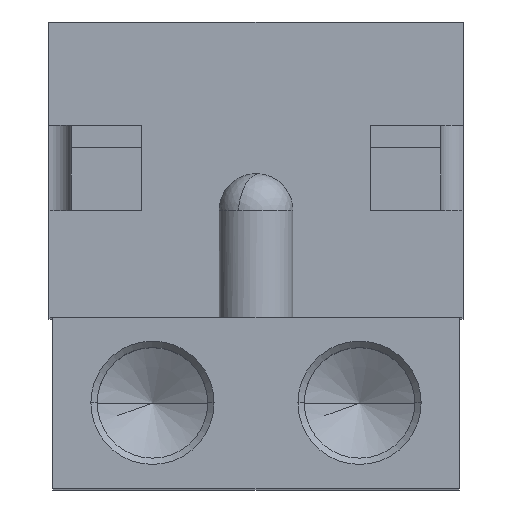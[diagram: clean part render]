
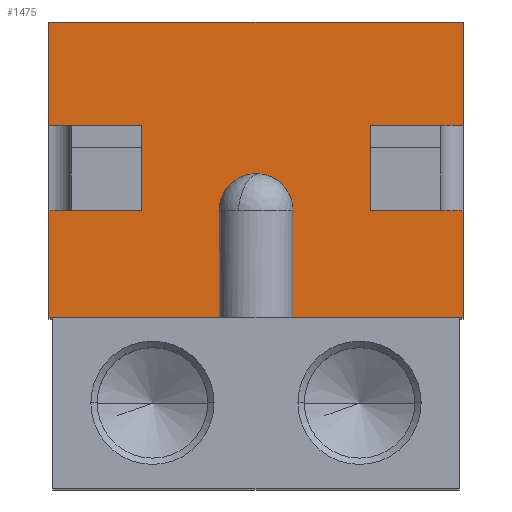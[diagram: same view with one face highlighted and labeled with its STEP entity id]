
A CAD part, top view. The second image highlights one B-rep face of the part: STEP entity #1475.
In plain terms, the highlighted planar face has unit normal (0, 0, 1).
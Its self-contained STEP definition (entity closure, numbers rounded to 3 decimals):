
#3 = DIRECTION ( 'NONE',  ( -1., 0., 0. ) ) ;
#108 = ORIENTED_EDGE ( 'NONE', *, *, #1844, .F. ) ;
#117 = EDGE_CURVE ( 'NONE', #4150, #2554, #3921, .T. ) ;
#203 = CIRCLE ( 'NONE', #3325, 5. ) ;
#215 = EDGE_CURVE ( 'NONE', #591, #1372, #3650, .T. ) ;
#218 = CARTESIAN_POINT ( 'NONE',  ( 5., 23.1, 47.5 ) ) ;
#227 = EDGE_CURVE ( 'NONE', #1746, #1372, #1132, .T. ) ;
#254 = CARTESIAN_POINT ( 'NONE',  ( -15.5, 37.6, 47.5 ) ) ;
#265 = EDGE_CURVE ( 'NONE', #3258, #4068, #1391, .T. ) ;
#321 = VERTEX_POINT ( 'NONE', #3124 ) ;
#332 = CARTESIAN_POINT ( 'NONE',  ( 28., 63.1, 47.5 ) ) ;
#334 = LINE ( 'NONE', #1900, #2737 ) ;
#347 = CARTESIAN_POINT ( 'NONE',  ( -5., 23.1, 47.5 ) ) ;
#379 = DIRECTION ( 'NONE',  ( 0., 1., 0. ) ) ;
#388 = LINE ( 'NONE', #332, #2088 ) ;
#469 = CARTESIAN_POINT ( 'NONE',  ( 15.5, 49.1, 47.5 ) ) ;
#509 = ORIENTED_EDGE ( 'NONE', *, *, #227, .T. ) ;
#535 = EDGE_CURVE ( 'NONE', #3476, #2695, #3854, .T. ) ;
#562 = VECTOR ( 'NONE', #1114, 1000. ) ;
#567 = LINE ( 'NONE', #2614, #1923 ) ;
#591 = VERTEX_POINT ( 'NONE', #1026 ) ;
#623 = LINE ( 'NONE', #347, #1319 ) ;
#670 = VERTEX_POINT ( 'NONE', #2336 ) ;
#705 = CARTESIAN_POINT ( 'NONE',  ( 15.5, 37.6, 47.5 ) ) ;
#774 = CARTESIAN_POINT ( 'NONE',  ( 28., 23.1, 47.5 ) ) ;
#791 = CARTESIAN_POINT ( 'NONE',  ( -15.5, 37.6, 47.5 ) ) ;
#930 = DIRECTION ( 'NONE',  ( -1., 0., 0. ) ) ;
#934 = CARTESIAN_POINT ( 'NONE',  ( 28., 63.1, 47.5 ) ) ;
#940 = EDGE_CURVE ( 'NONE', #321, #1746, #2539, .T. ) ;
#954 = VERTEX_POINT ( 'NONE', #705 ) ;
#962 = CARTESIAN_POINT ( 'NONE',  ( 28., 23.1, 47.5 ) ) ;
#1026 = CARTESIAN_POINT ( 'NONE',  ( -15.5, 49.1, 47.5 ) ) ;
#1030 = EDGE_CURVE ( 'NONE', #2695, #3967, #3356, .T. ) ;
#1086 = CIRCLE ( 'NONE', #2295, 5. ) ;
#1114 = DIRECTION ( 'NONE',  ( 0., -1., 0. ) ) ;
#1132 = LINE ( 'NONE', #2415, #562 ) ;
#1201 = CARTESIAN_POINT ( 'NONE',  ( 28., 63.1, 47.5 ) ) ;
#1230 = EDGE_CURVE ( 'NONE', #3774, #1267, #334, .T. ) ;
#1231 = VERTEX_POINT ( 'NONE', #1263 ) ;
#1263 = CARTESIAN_POINT ( 'NONE',  ( 28., 37.6, 47.5 ) ) ;
#1267 = VERTEX_POINT ( 'NONE', #4180 ) ;
#1319 = VECTOR ( 'NONE', #3269, 1000. ) ;
#1372 = VERTEX_POINT ( 'NONE', #3951 ) ;
#1373 = VECTOR ( 'NONE', #3561, 1000. ) ;
#1391 = LINE ( 'NONE', #3081, #2175 ) ;
#1394 = PLANE ( 'NONE',  #1443 ) ;
#1443 = AXIS2_PLACEMENT_3D ( 'NONE', #3306, #1692, #3654 ) ;
#1449 = CARTESIAN_POINT ( 'NONE',  ( -5., 23.1, 47.5 ) ) ;
#1452 = DIRECTION ( 'NONE',  ( -1., 0., 0. ) ) ;
#1475 = ADVANCED_FACE ( 'NONE', ( #2668 ), #1394, .F. ) ;
#1510 = EDGE_CURVE ( 'NONE', #1231, #954, #3087, .T. ) ;
#1521 = VECTOR ( 'NONE', #1452, 1000. ) ;
#1615 = CARTESIAN_POINT ( 'NONE',  ( 28., 37.6, 47.5 ) ) ;
#1645 = ORIENTED_EDGE ( 'NONE', *, *, #1510, .T. ) ;
#1690 = DIRECTION ( 'NONE',  ( 0., -1., 0. ) ) ;
#1692 = DIRECTION ( 'NONE',  ( 0., 0., -1. ) ) ;
#1708 = EDGE_CURVE ( 'NONE', #954, #4068, #567, .T. ) ;
#1726 = VECTOR ( 'NONE', #2978, 1000. ) ;
#1746 = VERTEX_POINT ( 'NONE', #2508 ) ;
#1761 = EDGE_CURVE ( 'NONE', #3110, #3774, #3600, .T. ) ;
#1792 = CARTESIAN_POINT ( 'NONE',  ( 0., 37.6, 47.5 ) ) ;
#1834 = ORIENTED_EDGE ( 'NONE', *, *, #265, .F. ) ;
#1839 = DIRECTION ( 'NONE',  ( -1., 0., 0. ) ) ;
#1842 = DIRECTION ( 'NONE',  ( 0., 1., 0. ) ) ;
#1844 = EDGE_CURVE ( 'NONE', #2554, #3967, #4042, .T. ) ;
#1900 = CARTESIAN_POINT ( 'NONE',  ( 28., 23.1, 47.5 ) ) ;
#1923 = VECTOR ( 'NONE', #379, 1000. ) ;
#1970 = ORIENTED_EDGE ( 'NONE', *, *, #1030, .T. ) ;
#1974 = EDGE_CURVE ( 'NONE', #1267, #3059, #2841, .T. ) ;
#1991 = ORIENTED_EDGE ( 'NONE', *, *, #535, .T. ) ;
#2046 = VECTOR ( 'NONE', #3726, 1000. ) ;
#2064 = CARTESIAN_POINT ( 'NONE',  ( 28., 37.6, 47.5 ) ) ;
#2083 = VECTOR ( 'NONE', #3436, 1000. ) ;
#2088 = VECTOR ( 'NONE', #1690, 1000. ) ;
#2094 = EDGE_CURVE ( 'NONE', #670, #4150, #623, .T. ) ;
#2112 = CARTESIAN_POINT ( 'NONE',  ( 0., 37.6, 47.5 ) ) ;
#2141 = DIRECTION ( 'NONE',  ( 0., 0., -1. ) ) ;
#2175 = VECTOR ( 'NONE', #2845, 1000. ) ;
#2179 = ORIENTED_EDGE ( 'NONE', *, *, #2094, .F. ) ;
#2194 = CARTESIAN_POINT ( 'NONE',  ( -27.5, 23.1, 47.5 ) ) ;
#2295 = AXIS2_PLACEMENT_3D ( 'NONE', #2112, #3120, #1839 ) ;
#2336 = CARTESIAN_POINT ( 'NONE',  ( -5., 37.6, 47.5 ) ) ;
#2415 = CARTESIAN_POINT ( 'NONE',  ( -28., 63.1, 47.5 ) ) ;
#2486 = CARTESIAN_POINT ( 'NONE',  ( 27.5, 23.1, 47.5 ) ) ;
#2508 = CARTESIAN_POINT ( 'NONE',  ( -28., 63.1, 47.5 ) ) ;
#2539 = LINE ( 'NONE', #934, #3209 ) ;
#2554 = VERTEX_POINT ( 'NONE', #2194 ) ;
#2561 = VECTOR ( 'NONE', #3819, 1000. ) ;
#2575 = ORIENTED_EDGE ( 'NONE', *, *, #1761, .F. ) ;
#2576 = CARTESIAN_POINT ( 'NONE',  ( -28., 23.1, 47.5 ) ) ;
#2614 = CARTESIAN_POINT ( 'NONE',  ( 15.5, 37.6, 47.5 ) ) ;
#2616 = ORIENTED_EDGE ( 'NONE', *, *, #1708, .T. ) ;
#2621 = CARTESIAN_POINT ( 'NONE',  ( 0.516, 42.573, 47.5 ) ) ;
#2647 = CARTESIAN_POINT ( 'NONE',  ( -28., 37.6, 47.5 ) ) ;
#2664 = CARTESIAN_POINT ( 'NONE',  ( 5., 37.6, 47.5 ) ) ;
#2668 = FACE_OUTER_BOUND ( 'NONE', #2907, .T. ) ;
#2695 = VERTEX_POINT ( 'NONE', #2647 ) ;
#2737 = VECTOR ( 'NONE', #930, 1000. ) ;
#2792 = LINE ( 'NONE', #1201, #2083 ) ;
#2841 = LINE ( 'NONE', #218, #3905 ) ;
#2845 = DIRECTION ( 'NONE',  ( -1., 0., 0. ) ) ;
#2850 = EDGE_CURVE ( 'NONE', #670, #4044, #203, .T. ) ;
#2907 = EDGE_LOOP ( 'NONE', ( #3560, #3404, #2575, #3118, #1645, #2616, #1834, #3390, #3480, #509, #4155, #4046, #1991, #1970, #108, #3779, #2179, #3868, #3499 ) ) ;
#2939 = CARTESIAN_POINT ( 'NONE',  ( 28., 23.1, 47.5 ) ) ;
#2978 = DIRECTION ( 'NONE',  ( -1., 0., 0. ) ) ;
#3024 = CARTESIAN_POINT ( 'NONE',  ( 28., 49.1, 47.5 ) ) ;
#3059 = VERTEX_POINT ( 'NONE', #2664 ) ;
#3071 = VECTOR ( 'NONE', #3679, 1000. ) ;
#3081 = CARTESIAN_POINT ( 'NONE',  ( 28., 49.1, 47.5 ) ) ;
#3087 = LINE ( 'NONE', #2064, #1521 ) ;
#3088 = DIRECTION ( 'NONE',  ( -1., 0., 0. ) ) ;
#3110 = VERTEX_POINT ( 'NONE', #2939 ) ;
#3118 = ORIENTED_EDGE ( 'NONE', *, *, #3879, .F. ) ;
#3120 = DIRECTION ( 'NONE',  ( 0., 0., -1. ) ) ;
#3124 = CARTESIAN_POINT ( 'NONE',  ( 28., 63.1, 47.5 ) ) ;
#3145 = VECTOR ( 'NONE', #3256, 1000. ) ;
#3155 = LINE ( 'NONE', #254, #2561 ) ;
#3209 = VECTOR ( 'NONE', #3978, 1000. ) ;
#3256 = DIRECTION ( 'NONE',  ( -1., 0., 0. ) ) ;
#3258 = VERTEX_POINT ( 'NONE', #4020 ) ;
#3269 = DIRECTION ( 'NONE',  ( 0., -1., 0. ) ) ;
#3306 = CARTESIAN_POINT ( 'NONE',  ( 28., 63.1, 47.5 ) ) ;
#3325 = AXIS2_PLACEMENT_3D ( 'NONE', #1792, #2141, #3088 ) ;
#3335 = CARTESIAN_POINT ( 'NONE',  ( -28., 63.1, 47.5 ) ) ;
#3356 = LINE ( 'NONE', #3335, #3071 ) ;
#3390 = ORIENTED_EDGE ( 'NONE', *, *, #3990, .F. ) ;
#3404 = ORIENTED_EDGE ( 'NONE', *, *, #1230, .F. ) ;
#3429 = EDGE_CURVE ( 'NONE', #4044, #3059, #1086, .T. ) ;
#3436 = DIRECTION ( 'NONE',  ( 0., -1., 0. ) ) ;
#3476 = VERTEX_POINT ( 'NONE', #791 ) ;
#3480 = ORIENTED_EDGE ( 'NONE', *, *, #940, .T. ) ;
#3499 = ORIENTED_EDGE ( 'NONE', *, *, #3429, .T. ) ;
#3560 = ORIENTED_EDGE ( 'NONE', *, *, #1974, .F. ) ;
#3561 = DIRECTION ( 'NONE',  ( -1., 0., 0. ) ) ;
#3600 = LINE ( 'NONE', #3898, #3145 ) ;
#3650 = LINE ( 'NONE', #3024, #2046 ) ;
#3654 = DIRECTION ( 'NONE',  ( -1., 0., 0. ) ) ;
#3679 = DIRECTION ( 'NONE',  ( 0., -1., 0. ) ) ;
#3726 = DIRECTION ( 'NONE',  ( -1., 0., 0. ) ) ;
#3774 = VERTEX_POINT ( 'NONE', #2486 ) ;
#3779 = ORIENTED_EDGE ( 'NONE', *, *, #117, .F. ) ;
#3819 = DIRECTION ( 'NONE',  ( 0., 1., 0. ) ) ;
#3854 = LINE ( 'NONE', #1615, #4162 ) ;
#3868 = ORIENTED_EDGE ( 'NONE', *, *, #2850, .T. ) ;
#3879 = EDGE_CURVE ( 'NONE', #1231, #3110, #2792, .T. ) ;
#3898 = CARTESIAN_POINT ( 'NONE',  ( 28., 23.1, 47.5 ) ) ;
#3900 = EDGE_CURVE ( 'NONE', #3476, #591, #3155, .T. ) ;
#3905 = VECTOR ( 'NONE', #1842, 1000. ) ;
#3921 = LINE ( 'NONE', #962, #1373 ) ;
#3951 = CARTESIAN_POINT ( 'NONE',  ( -28., 49.1, 47.5 ) ) ;
#3967 = VERTEX_POINT ( 'NONE', #2576 ) ;
#3978 = DIRECTION ( 'NONE',  ( -1., 0., 0. ) ) ;
#3990 = EDGE_CURVE ( 'NONE', #321, #3258, #388, .T. ) ;
#4020 = CARTESIAN_POINT ( 'NONE',  ( 28., 49.1, 47.5 ) ) ;
#4042 = LINE ( 'NONE', #774, #1726 ) ;
#4044 = VERTEX_POINT ( 'NONE', #2621 ) ;
#4046 = ORIENTED_EDGE ( 'NONE', *, *, #3900, .F. ) ;
#4068 = VERTEX_POINT ( 'NONE', #469 ) ;
#4150 = VERTEX_POINT ( 'NONE', #1449 ) ;
#4155 = ORIENTED_EDGE ( 'NONE', *, *, #215, .F. ) ;
#4162 = VECTOR ( 'NONE', #3, 1000. ) ;
#4180 = CARTESIAN_POINT ( 'NONE',  ( 5., 23.1, 47.5 ) ) ;
